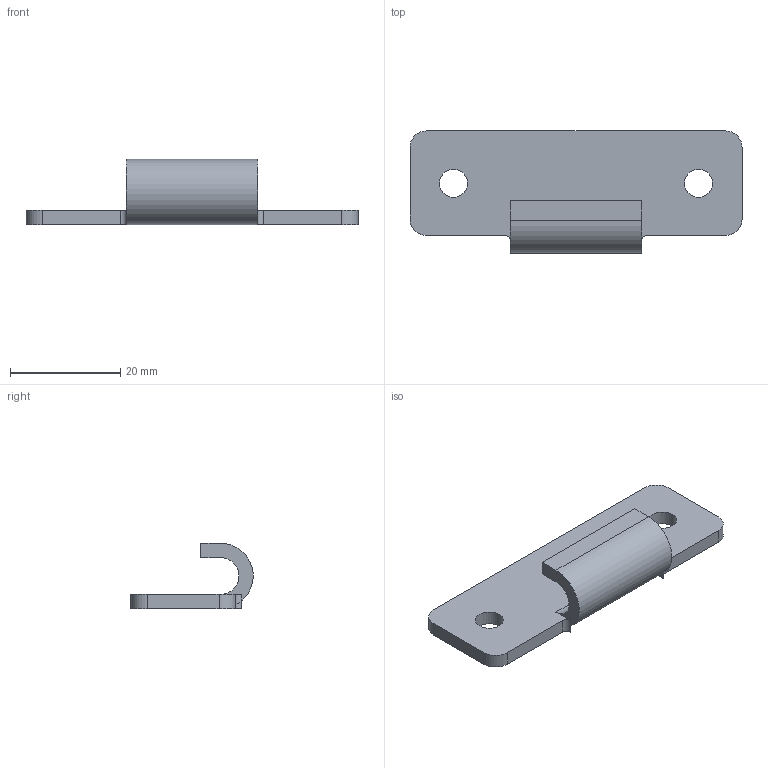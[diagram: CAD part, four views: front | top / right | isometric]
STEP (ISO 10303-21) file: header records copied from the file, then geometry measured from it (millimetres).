
FILE_DESCRIPTION(/* description */ ('STEP AP214'),/* implementation_level */ '2;1');
FILE_NAME(/* name */ 'HL01-CP.stp',/* time_stamp */ '2019-10-08T13:58:45+01:00',/* author */ ('RWilson'),/* organization */ (''),/* preprocessor_version */ 'ST-DEVELOPER v16.13',/* originating_system */ 'Autodesk Inventor 2018',/* authorisation */ '');
FILE_SCHEMA (('AUTOMOTIVE_DESIGN { 1 0 10303 214 3 1 1 }'));
Length unit declared in the file: millimetre
Products named in the file (1): 01-502_STEP
Bounding box: 60.3 x 22.19 x 11.9 mm (x, y, z)
Volume: 3808.3 mm3; surface area: 3496.1 mm2
Topology: 1 solids, 1 shells, 24 faces, 64 edges, 42 vertices
Faces by surface type: plane 14, cylinder 10
Full cylindrical faces by diameter (mm): 5.1 x2
Entity records: 798 total; most frequent: DIRECTION 134, CARTESIAN_POINT 129, ORIENTED_EDGE 124, EDGE_CURVE 62, AXIS2_PLACEMENT_3D 47, VERTEX_POINT 42, LINE 40, VECTOR 40
